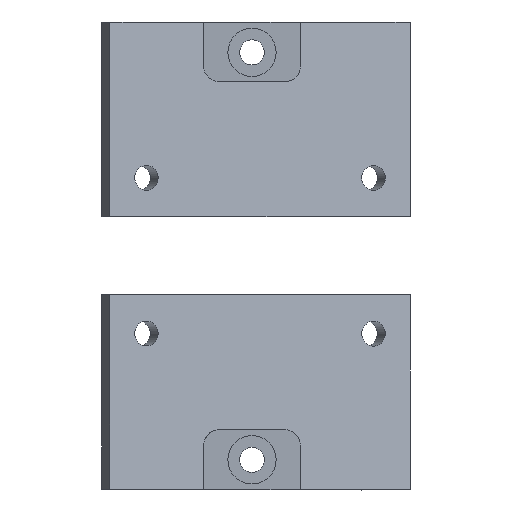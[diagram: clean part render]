
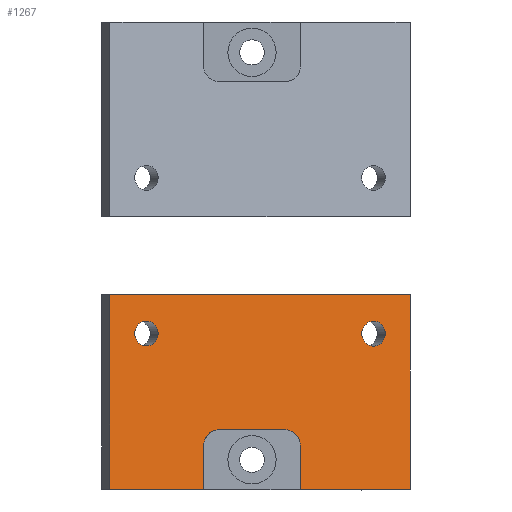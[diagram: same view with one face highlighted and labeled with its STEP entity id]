
A CAD part, top view. The second image highlights one B-rep face of the part: STEP entity #1267.
In plain terms, the highlighted planar face has unit normal (0.342, 0, 0.94).
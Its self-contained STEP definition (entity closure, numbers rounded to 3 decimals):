
#22=FACE_BOUND('',#215,.T.);
#23=FACE_BOUND('',#216,.T.);
#53=CIRCLE('',#1352,1.6);
#54=CIRCLE('',#1354,1.6);
#88=PLANE('',#1358);
#143=FACE_OUTER_BOUND('',#214,.T.);
#214=EDGE_LOOP('',(#987,#988,#989,#990,#991,#992,#993,#994,#995,#996));
#215=EDGE_LOOP('',(#997));
#216=EDGE_LOOP('',(#998));
#271=LINE('',#1792,#409);
#274=LINE('',#1799,#412);
#279=LINE('',#1812,#417);
#286=LINE('',#1831,#424);
#296=LINE('',#1850,#434);
#324=LINE('',#1937,#462);
#326=LINE('',#1941,#464);
#328=LINE('',#1944,#466);
#409=VECTOR('',#1432,10.);
#412=VECTOR('',#1437,10.);
#417=VECTOR('',#1450,10.);
#424=VECTOR('',#1465,10.);
#434=VECTOR('',#1475,10.);
#462=VECTOR('',#1569,10.);
#464=VECTOR('',#1573,10.);
#466=VECTOR('',#1577,10.);
#545=ELLIPSE('',#1311,2.128,2.);
#547=ELLIPSE('',#1316,2.128,2.);
#553=VERTEX_POINT('',#1782);
#554=VERTEX_POINT('',#1783);
#557=VERTEX_POINT('',#1791);
#559=VERTEX_POINT('',#1797);
#560=VERTEX_POINT('',#1798);
#563=VERTEX_POINT('',#1806);
#572=VERTEX_POINT('',#1830);
#581=VERTEX_POINT('',#1848);
#605=VERTEX_POINT('',#1928);
#606=VERTEX_POINT('',#1932);
#607=VERTEX_POINT('',#1936);
#608=VERTEX_POINT('',#1940);
#673=EDGE_CURVE('',#553,#554,#545,.T.);
#677=EDGE_CURVE('',#554,#557,#271,.T.);
#680=EDGE_CURVE('',#559,#560,#274,.T.);
#684=EDGE_CURVE('',#560,#563,#547,.T.);
#687=EDGE_CURVE('',#563,#553,#279,.T.);
#697=EDGE_CURVE('',#559,#572,#286,.T.);
#707=EDGE_CURVE('',#581,#557,#296,.T.);
#746=EDGE_CURVE('',#605,#605,#53,.T.);
#748=EDGE_CURVE('',#606,#606,#54,.T.);
#750=EDGE_CURVE('',#607,#572,#324,.T.);
#752=EDGE_CURVE('',#608,#607,#326,.T.);
#754=EDGE_CURVE('',#608,#581,#328,.T.);
#987=ORIENTED_EDGE('',*,*,#677,.T.);
#988=ORIENTED_EDGE('',*,*,#707,.F.);
#989=ORIENTED_EDGE('',*,*,#754,.F.);
#990=ORIENTED_EDGE('',*,*,#752,.T.);
#991=ORIENTED_EDGE('',*,*,#750,.T.);
#992=ORIENTED_EDGE('',*,*,#697,.F.);
#993=ORIENTED_EDGE('',*,*,#680,.T.);
#994=ORIENTED_EDGE('',*,*,#684,.T.);
#995=ORIENTED_EDGE('',*,*,#687,.T.);
#996=ORIENTED_EDGE('',*,*,#673,.T.);
#997=ORIENTED_EDGE('',*,*,#748,.T.);
#998=ORIENTED_EDGE('',*,*,#746,.T.);
#1267=ADVANCED_FACE('',(#143,#22,#23),#88,.T.);
#1311=AXIS2_PLACEMENT_3D('',#1784,#1424,#1425);
#1316=AXIS2_PLACEMENT_3D('',#1807,#1443,#1444);
#1352=AXIS2_PLACEMENT_3D('',#1929,#1559,#1560);
#1354=AXIS2_PLACEMENT_3D('',#1933,#1564,#1565);
#1358=AXIS2_PLACEMENT_3D('',#1945,#1578,#1579);
#1424=DIRECTION('center_axis',(-0.342,0.,-0.94));
#1425=DIRECTION('ref_axis',(0.94,0.,-0.342));
#1432=DIRECTION('',(0.,-1.,0.));
#1437=DIRECTION('',(0.,1.,0.));
#1443=DIRECTION('center_axis',(-0.342,0.,-0.94));
#1444=DIRECTION('ref_axis',(-0.94,0.,0.342));
#1450=DIRECTION('',(0.94,0.,-0.342));
#1465=DIRECTION('',(-0.94,0.,0.342));
#1475=DIRECTION('',(-0.94,0.,0.342));
#1559=DIRECTION('center_axis',(-0.342,0.,-0.94));
#1560=DIRECTION('ref_axis',(0.94,0.,-0.342));
#1564=DIRECTION('center_axis',(-0.342,0.,-0.94));
#1565=DIRECTION('ref_axis',(0.94,0.,-0.342));
#1569=DIRECTION('',(0.,-1.,0.));
#1573=DIRECTION('',(-0.94,0.,0.342));
#1577=DIRECTION('',(0.,-1.,0.));
#1578=DIRECTION('center_axis',(0.342,0.,0.94));
#1579=DIRECTION('ref_axis',(0.94,0.,-0.342));
#1782=CARTESIAN_POINT('',(4.192,-12.333,36.667));
#1783=CARTESIAN_POINT('',(6.192,-14.333,35.939));
#1784=CARTESIAN_POINT('Origin',(4.192,-14.333,36.667));
#1791=CARTESIAN_POINT('',(6.192,-20.,35.939));
#1792=CARTESIAN_POINT('',(6.192,-10.,35.939));
#1797=CARTESIAN_POINT('',(-6.192,-20.,40.446));
#1798=CARTESIAN_POINT('',(-6.192,-14.333,40.446));
#1799=CARTESIAN_POINT('',(-6.192,-7.167,40.446));
#1806=CARTESIAN_POINT('',(-4.192,-12.333,39.718));
#1807=CARTESIAN_POINT('Origin',(-4.192,-14.333,39.718));
#1812=CARTESIAN_POINT('',(6.251,-12.333,35.917));
#1830=CARTESIAN_POINT('',(-18.252,-20.,44.836));
#1831=CARTESIAN_POINT('',(-18.252,-20.,44.836));
#1848=CARTESIAN_POINT('',(20.304,-20.,30.802));
#1850=CARTESIAN_POINT('',(-18.252,-20.,44.836));
#1928=CARTESIAN_POINT('',(-15.057,0.,43.673));
#1929=CARTESIAN_POINT('Origin',(-13.554,0.,43.126));
#1932=CARTESIAN_POINT('',(14.102,0.,33.06));
#1933=CARTESIAN_POINT('Origin',(15.606,0.,32.512));
#1936=CARTESIAN_POINT('',(-18.252,5.,44.836));
#1937=CARTESIAN_POINT('',(-18.252,5.,44.836));
#1940=CARTESIAN_POINT('',(20.304,5.,30.802));
#1941=CARTESIAN_POINT('',(-18.252,5.,44.836));
#1944=CARTESIAN_POINT('',(20.304,-5.,30.802));
#1945=CARTESIAN_POINT('Origin',(1.026,0.,37.819));
